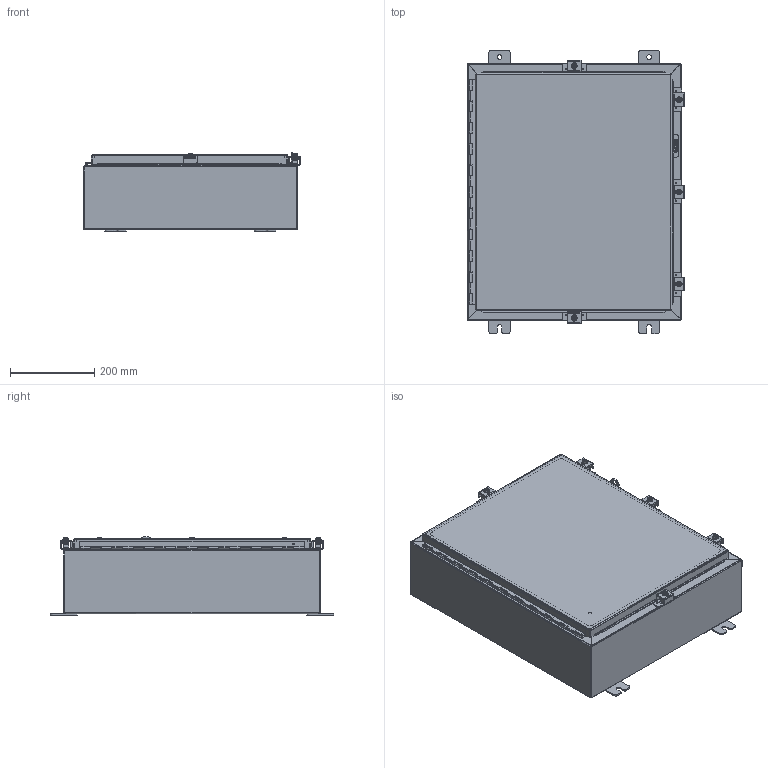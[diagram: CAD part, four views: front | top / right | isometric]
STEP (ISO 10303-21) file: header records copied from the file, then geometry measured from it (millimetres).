
FILE_DESCRIPTION (( 'STEP AP214' ), '1' );
FILE_NAME ('SSN4242006.STEP', '2016-02-08T21:01:30', ( '' ), ( '' ), 'SwSTEP 2.0', 'SolidWorks 2014', '' );
FILE_SCHEMA (( 'AUTOMOTIVE_DESIGN' ));
Length unit declared in the file: inch
Products named in the file (19): 328138_1; HFW30825-2_1; SSN4242006BKP_1; 30818_1; HFW30825-4_1; SSN42420LID_1; 38846_1; HFW30825-3_1; 30824_1; 22x18_1; 38859_1; 32912_1; 34871_1; 30824-1_1; 328138P_1; SSN4242006; 328138L_1; 328138T_1; 38412_1
Assembly tree (32 placements, depth 3):
  SSN4242006
    34871_1  x4
    38412_1
    SSN4242006BKP_1
    32912_1
    22x18_1
    38846_1
    SSN42420LID_1
    328138_1
      328138L_1
      328138P_1
      328138T_1
    38859_1  x4
    30824_1  x5
      30824-1_1
      HFW30825-2_1
      HFW30825-3_1
      HFW30825-4_1
    30818_1  x5
Bounding box: 515.89 x 673.1 x 186.82 mm (x, y, z)
Volume: 2298688.1 mm3; surface area: 2364089.4 mm2
Topology: 42 solids, 42 shells, 1674 faces, 4340 edges, 2780 vertices
Faces by surface type: cylinder 737, plane 650, bspline 157, torus 68, cone 32, sphere 30
Entity records: 38853 total; most frequent: CARTESIAN_POINT 10683, DIRECTION 4328, ORIENTED_EDGE 4324, EDGE_CURVE 2162, AXIS2_PLACEMENT_3D 1528, VERTEX_POINT 1374, VECTOR 1272, LINE 1272
